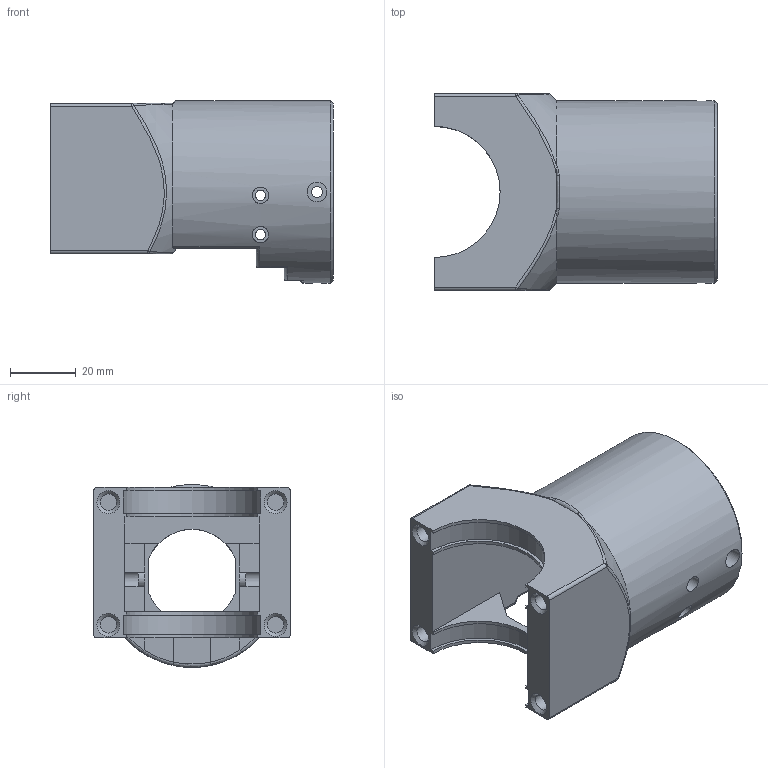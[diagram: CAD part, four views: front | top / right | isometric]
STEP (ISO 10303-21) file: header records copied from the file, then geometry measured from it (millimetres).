
FILE_DESCRIPTION(/* description */ (''),/* implementation_level */ '2;1');
FILE_NAME(/* name */ 'cylinder_gearbox.step',/* time_stamp */ '2026-02-16T15:21:08-08:00',/* author */ (''),/* organization */ (''),/* preprocessor_version */ 'ST-DEVELOPER v20.1',/* originating_system */ 'Autodesk Translation Framework v14.24.0.0',/* authorisation */ '');
FILE_SCHEMA (('AUTOMOTIVE_DESIGN { 1 0 10303 214 3 1 1 }'));
Length unit declared in the file: millimetre
Products named in the file (5): Manuel 1.0; V4 robot arm; Geared wrist; Top gearbox 2 (1); Cylinder gearbox (1)
Assembly tree (4 placements, depth 5):
  Manuel 1.0
    V4 robot arm
      Geared wrist
        Top gearbox 2 (1)
          Cylinder gearbox (1)
Bounding box: 86.25 x 60 x 55.74 mm (x, y, z)
Volume: 92115.3 mm3; surface area: 28794.3 mm2
Topology: 1 solids, 1 shells, 123 faces, 337 edges, 213 vertices
Faces by surface type: plane 50, cylinder 46, bspline 10, cone 7, torus 5, sphere 5
Full cylindrical faces by diameter (mm): 3.1 x4, 3.4 x3, 5 x8, 6 x3, 55.74 x1
Entity records: 4808 total; most frequent: CARTESIAN_POINT 1563, ORIENTED_EDGE 670, DIRECTION 651, EDGE_CURVE 335, AXIS2_PLACEMENT_3D 243, VERTEX_POINT 213, LINE 165, VECTOR 165
